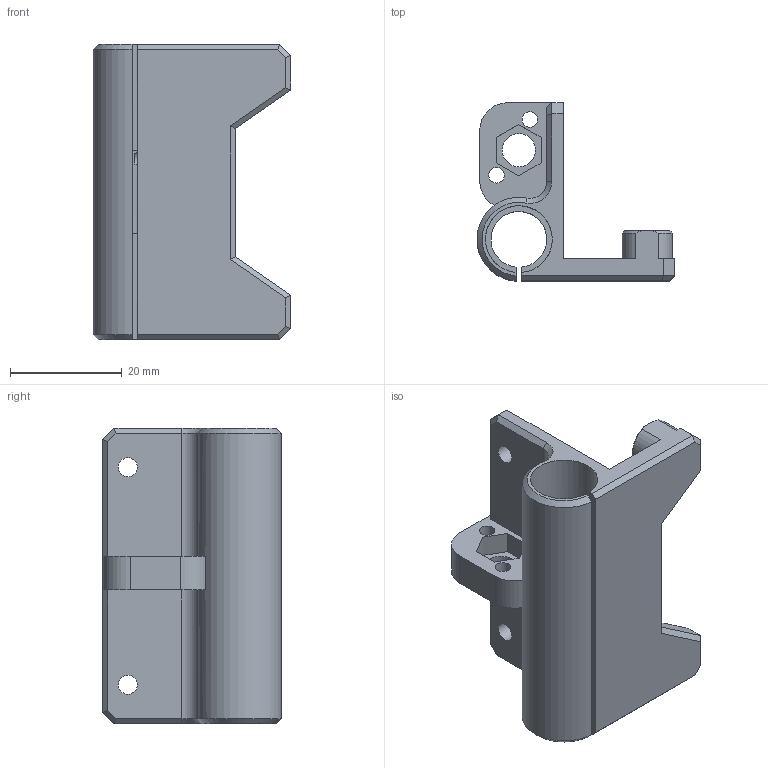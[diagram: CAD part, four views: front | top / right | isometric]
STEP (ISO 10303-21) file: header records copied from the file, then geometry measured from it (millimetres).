
FILE_DESCRIPTION(('FreeCAD Model'),'2;1');
FILE_NAME('Open CASCADE Shape Model','2023-05-27T10:20:40',('Author'),( ''),'Open CASCADE STEP processor 7.5','FreeCAD','Unknown');
FILE_SCHEMA(('AUTOMOTIVE_DESIGN { 1 0 10303 214 1 1 1 1 }'));
Length unit declared in the file: millimetre
Products named in the file (1): ilder.L
Bounding box: 35.49 x 32 x 53 mm (x, y, z)
Volume: 12112.7 mm3; surface area: 9737 mm2
Topology: 1 solids, 1 shells, 77 faces, 208 edges, 136 vertices
Faces by surface type: plane 51, cylinder 18, cone 8
Full cylindrical faces by diameter (mm): 2.8 x3, 3.4 x2, 6 x1, 6.2 x2
Entity records: 5472 total; most frequent: CARTESIAN_POINT 1322, DIRECTION 760, LINE 452, VECTOR 452, ORIENTED_EDGE 416, PCURVE 416, DEFINITIONAL_REPRESENTATION 416, EDGE_CURVE 208
